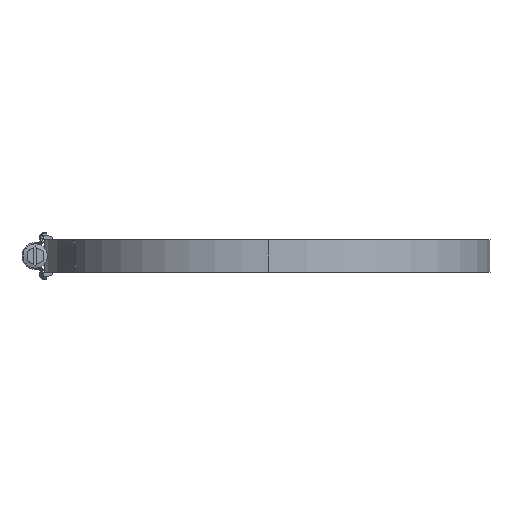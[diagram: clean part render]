
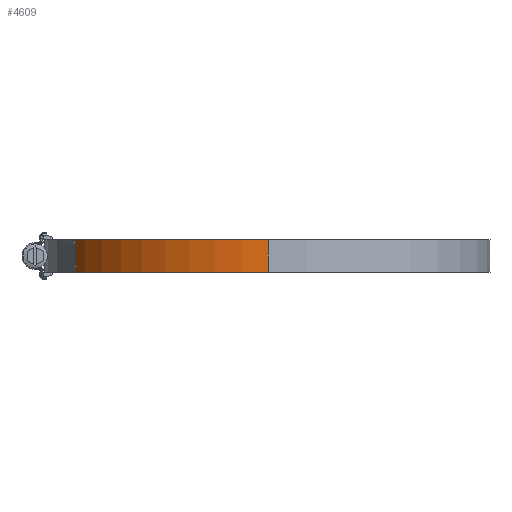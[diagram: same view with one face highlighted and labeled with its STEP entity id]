
A CAD part, left-side view. The second image highlights one B-rep face of the part: STEP entity #4609.
In plain terms, the highlighted cylindrical face has radius 110.19 mm (diameter 220.38 mm), a partial arc.
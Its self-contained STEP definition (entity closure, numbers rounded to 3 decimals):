
#93 = ORIENTED_EDGE ( 'NONE', *, *, #609, .F. ) ;
#153 = LINE ( 'NONE', #1647, #4159 ) ;
#154 = VERTEX_POINT ( 'NONE', #5091 ) ;
#416 = VERTEX_POINT ( 'NONE', #5058 ) ;
#424 = CARTESIAN_POINT ( 'NONE',  ( 0., 0., 7.95 ) ) ;
#556 = AXIS2_PLACEMENT_3D ( 'NONE', #3580, #9655, #8934 ) ;
#609 = EDGE_CURVE ( 'NONE', #3185, #154, #1843, .T. ) ;
#1048 = CIRCLE ( 'NONE', #556, 110.19 ) ;
#1196 = DIRECTION ( 'NONE',  ( 1., 0., 0. ) ) ;
#1647 = CARTESIAN_POINT ( 'NONE',  ( 0., 110.19, 7.95 ) ) ;
#1843 = LINE ( 'NONE', #1896, #6562 ) ;
#1896 = CARTESIAN_POINT ( 'NONE',  ( -110.19, 0., 7.95 ) ) ;
#2836 = CARTESIAN_POINT ( 'NONE',  ( 0., 0., 7.95 ) ) ;
#3185 = VERTEX_POINT ( 'NONE', #4344 ) ;
#3254 = EDGE_CURVE ( 'NONE', #416, #154, #1048, .T. ) ;
#3331 = EDGE_CURVE ( 'NONE', #5922, #416, #153, .T. ) ;
#3362 = AXIS2_PLACEMENT_3D ( 'NONE', #424, #9165, #5211 ) ;
#3474 = EDGE_CURVE ( 'NONE', #5922, #3185, #6468, .T. ) ;
#3580 = CARTESIAN_POINT ( 'NONE',  ( 0., 0., -7.95 ) ) ;
#4017 = DIRECTION ( 'NONE',  ( 0., 0., -1. ) ) ;
#4159 = VECTOR ( 'NONE', #4017, 1000. ) ;
#4344 = CARTESIAN_POINT ( 'NONE',  ( -110.19, 0., 7.95 ) ) ;
#4484 = FACE_OUTER_BOUND ( 'NONE', #4927, .T. ) ;
#4609 = ADVANCED_FACE ( 'NONE', ( #4484 ), #7472, .T. ) ;
#4927 = EDGE_LOOP ( 'NONE', ( #93, #6647, #6289, #8169 ) ) ;
#5058 = CARTESIAN_POINT ( 'NONE',  ( 0., 110.19, -7.95 ) ) ;
#5061 = DIRECTION ( 'NONE',  ( 0., 0., 1. ) ) ;
#5091 = CARTESIAN_POINT ( 'NONE',  ( -110.19, 0., -7.95 ) ) ;
#5211 = DIRECTION ( 'NONE',  ( -1., 0., 0. ) ) ;
#5317 = AXIS2_PLACEMENT_3D ( 'NONE', #2836, #5061, #1196 ) ;
#5922 = VERTEX_POINT ( 'NONE', #8337 ) ;
#6289 = ORIENTED_EDGE ( 'NONE', *, *, #3331, .T. ) ;
#6468 = CIRCLE ( 'NONE', #5317, 110.19 ) ;
#6562 = VECTOR ( 'NONE', #8995, 1000. ) ;
#6647 = ORIENTED_EDGE ( 'NONE', *, *, #3474, .F. ) ;
#7472 = CYLINDRICAL_SURFACE ( 'NONE', #3362, 110.19 ) ;
#8169 = ORIENTED_EDGE ( 'NONE', *, *, #3254, .T. ) ;
#8337 = CARTESIAN_POINT ( 'NONE',  ( 0., 110.19, 7.95 ) ) ;
#8934 = DIRECTION ( 'NONE',  ( 1., 0., 0. ) ) ;
#8995 = DIRECTION ( 'NONE',  ( 0., 0., -1. ) ) ;
#9165 = DIRECTION ( 'NONE',  ( 0., 0., -1. ) ) ;
#9655 = DIRECTION ( 'NONE',  ( 0., 0., 1. ) ) ;
